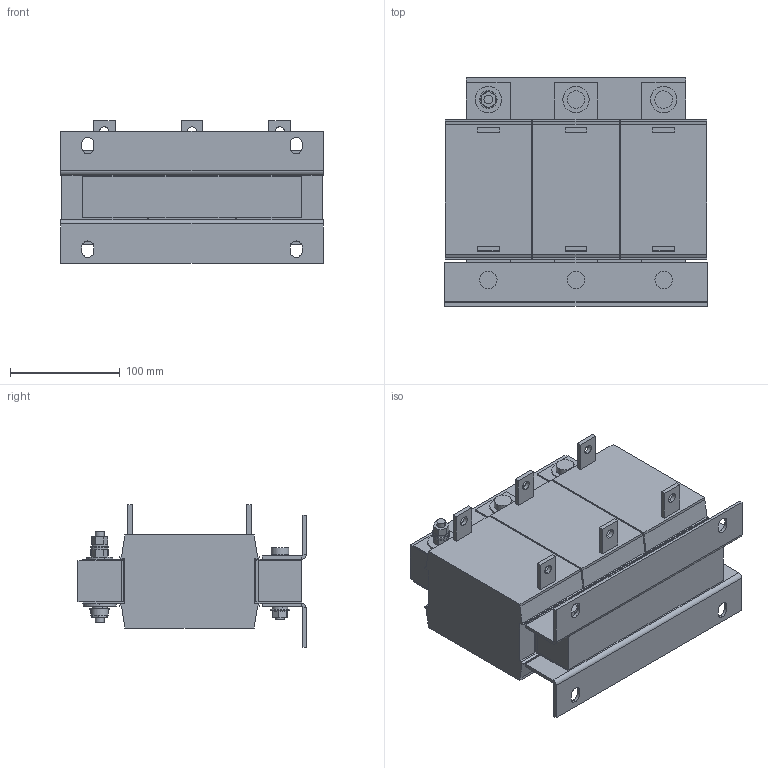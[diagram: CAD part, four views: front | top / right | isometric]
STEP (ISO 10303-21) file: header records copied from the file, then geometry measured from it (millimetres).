
FILE_DESCRIPTION (( 'STEP AP214' ), '1' );
FILE_NAME ('509425.STEP', '2022-08-10T10:33:13', ( '' ), ( '' ), 'SwSTEP 2.0', 'SolidWorks 2018', '' );
FILE_SCHEMA (( 'AUTOMOTIVE_DESIGN' ));
Length unit declared in the file: millimetre
Products named in the file (1): 509425
Bounding box: 240 x 208.5 x 130.35 mm (x, y, z)
Volume: 3228969.1 mm3; surface area: 291341.7 mm2
Topology: 1 solids, 1 shells, 446 faces, 1140 edges, 728 vertices
Faces by surface type: plane 338, cylinder 88, torus 10, cone 10
Entity records: 13570 total; most frequent: CARTESIAN_POINT 2575, ORIENTED_EDGE 2280, DIRECTION 2210, EDGE_CURVE 1140, VECTOR 884, LINE 884, VERTEX_POINT 728, AXIS2_PLACEMENT_3D 663
